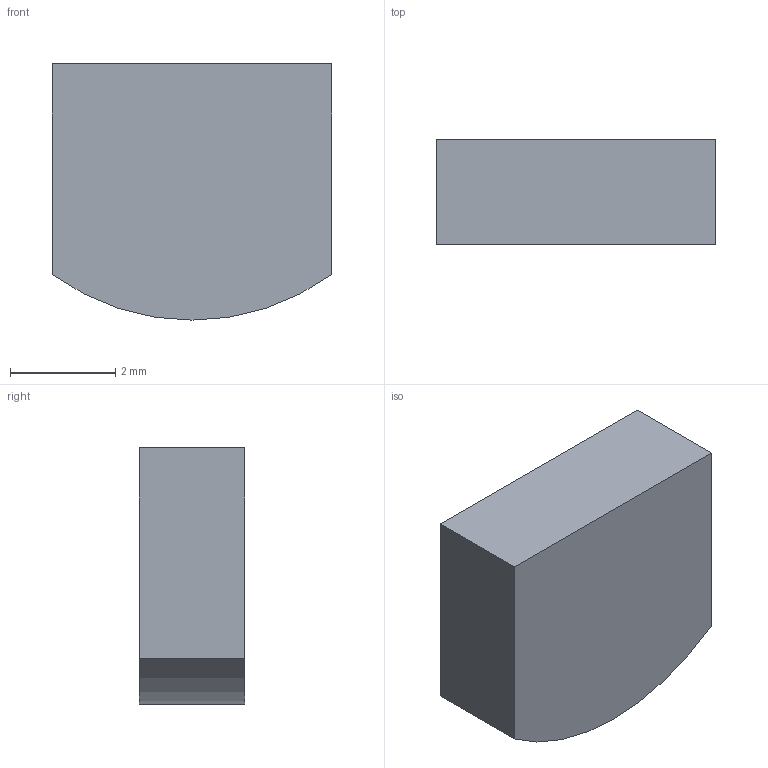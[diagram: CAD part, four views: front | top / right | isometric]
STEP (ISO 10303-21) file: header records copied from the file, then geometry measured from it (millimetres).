
FILE_DESCRIPTION(/* description */ (''),/* implementation_level */ '2;1');
FILE_NAME(/* name */ 'MPX1D0520LR47.step',/* time_stamp */ '2021-03-19T14:21:42+01:00',/* author */ (''),/* organization */ (''),/* preprocessor_version */ 'ST-DEVELOPER v18.1',/* originating_system */ 'Autodesk Translation Framework v9.10.0.1330',/* authorisation */ '');
FILE_SCHEMA (('AUTOMOTIVE_DESIGN { 1 0 10303 214 3 1 1 }'));
Length unit declared in the file: millimetre
Products named in the file (1): (Unsaved)
Bounding box: 5.3 x 2 x 4.87 mm (x, y, z)
Volume: 48.7 mm3; surface area: 86.6 mm2
Topology: 1 solids, 1 shells, 6 faces, 12 edges, 8 vertices
Faces by surface type: plane 5, cylinder 1
Entity records: 191 total; most frequent: DIRECTION 28, CARTESIAN_POINT 27, ORIENTED_EDGE 24, EDGE_CURVE 12, LINE 10, VECTOR 10, AXIS2_PLACEMENT_3D 9, VERTEX_POINT 8
